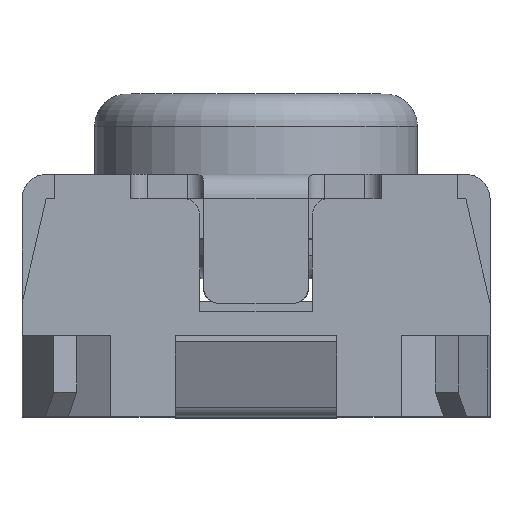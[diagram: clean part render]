
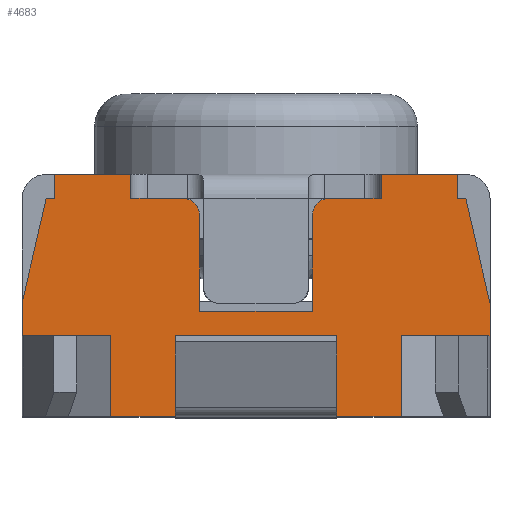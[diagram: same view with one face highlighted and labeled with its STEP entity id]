
A CAD part, top view. The second image highlights one B-rep face of the part: STEP entity #4683.
In plain terms, the highlighted planar face has unit normal (0, 0, 1).
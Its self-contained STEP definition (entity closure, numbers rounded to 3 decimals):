
#95=PLANE('',#4967);
#282=FACE_OUTER_BOUND('',#524,.T.);
#524=EDGE_LOOP('',(#3392,#3393,#3394,#3395,#3396,#3397,#3398,#3399,#3400,
#3401,#3402,#3403,#3404,#3405,#3406,#3407,#3408,#3409,#3410,#3411,#3412,
#3413,#3414,#3415,#3416,#3417,#3418,#3419));
#829=LINE('',#6802,#1404);
#832=LINE('',#6810,#1407);
#870=LINE('',#6931,#1445);
#871=LINE('',#6935,#1446);
#872=LINE('',#6937,#1447);
#873=LINE('',#6939,#1448);
#874=LINE('',#6941,#1449);
#875=LINE('',#6943,#1450);
#876=LINE('',#6945,#1451);
#877=LINE('',#6947,#1452);
#878=LINE('',#6949,#1453);
#879=LINE('',#6951,#1454);
#880=LINE('',#6953,#1455);
#881=LINE('',#6955,#1456);
#882=LINE('',#6957,#1457);
#883=LINE('',#6959,#1458);
#884=LINE('',#6960,#1459);
#885=LINE('',#6962,#1460);
#886=LINE('',#6964,#1461);
#887=LINE('',#6965,#1462);
#888=LINE('',#6967,#1463);
#889=LINE('',#6969,#1464);
#890=LINE('',#6973,#1465);
#891=LINE('',#6975,#1466);
#892=LINE('',#6977,#1467);
#893=LINE('',#6978,#1468);
#1404=VECTOR('',#5432,0.325);
#1407=VECTOR('',#5439,0.05);
#1445=VECTOR('',#5519,0.6);
#1446=VECTOR('',#5522,0.05);
#1447=VECTOR('',#5523,0.667);
#1448=VECTOR('',#5524,0.2);
#1449=VECTOR('',#5525,0.55);
#1450=VECTOR('',#5526,0.5);
#1451=VECTOR('',#5527,0.4);
#1452=VECTOR('',#5528,0.1);
#1453=VECTOR('',#5529,1.);
#1454=VECTOR('',#5530,0.1);
#1455=VECTOR('',#5531,0.4);
#1456=VECTOR('',#5532,0.5);
#1457=VECTOR('',#5533,0.55);
#1458=VECTOR('',#5534,0.2);
#1459=VECTOR('',#5535,0.667);
#1460=VECTOR('',#5536,0.15);
#1461=VECTOR('',#5537,0.475);
#1462=VECTOR('',#5538,0.15);
#1463=VECTOR('',#5539,0.7);
#1464=VECTOR('',#5540,0.6);
#1465=VECTOR('',#5543,0.325);
#1466=VECTOR('',#5544,0.15);
#1467=VECTOR('',#5545,0.475);
#1468=VECTOR('',#5546,0.15);
#1910=CIRCLE('',#4942,0.1);
#1920=CIRCLE('',#4968,0.1);
#2108=VERTEX_POINT('',#6795);
#2109=VERTEX_POINT('',#6797);
#2110=VERTEX_POINT('',#6801);
#2112=VERTEX_POINT('',#6807);
#2113=VERTEX_POINT('',#6809);
#2145=VERTEX_POINT('',#6929);
#2146=VERTEX_POINT('',#6933);
#2147=VERTEX_POINT('',#6934);
#2148=VERTEX_POINT('',#6936);
#2149=VERTEX_POINT('',#6938);
#2150=VERTEX_POINT('',#6940);
#2151=VERTEX_POINT('',#6942);
#2152=VERTEX_POINT('',#6944);
#2153=VERTEX_POINT('',#6946);
#2154=VERTEX_POINT('',#6948);
#2155=VERTEX_POINT('',#6950);
#2156=VERTEX_POINT('',#6952);
#2157=VERTEX_POINT('',#6954);
#2158=VERTEX_POINT('',#6956);
#2159=VERTEX_POINT('',#6958);
#2160=VERTEX_POINT('',#6961);
#2161=VERTEX_POINT('',#6963);
#2162=VERTEX_POINT('',#6966);
#2163=VERTEX_POINT('',#6968);
#2164=VERTEX_POINT('',#6970);
#2165=VERTEX_POINT('',#6972);
#2166=VERTEX_POINT('',#6974);
#2167=VERTEX_POINT('',#6976);
#2579=EDGE_CURVE('',#2108,#2109,#1910,.T.);
#2580=EDGE_CURVE('',#2110,#2108,#829,.T.);
#2584=EDGE_CURVE('',#2113,#2112,#832,.T.);
#2632=EDGE_CURVE('',#2109,#2145,#870,.T.);
#2633=EDGE_CURVE('',#2146,#2147,#871,.T.);
#2634=EDGE_CURVE('',#2147,#2148,#872,.T.);
#2635=EDGE_CURVE('',#2148,#2149,#873,.T.);
#2636=EDGE_CURVE('',#2149,#2150,#874,.T.);
#2637=EDGE_CURVE('',#2151,#2150,#875,.T.);
#2638=EDGE_CURVE('',#2151,#2152,#876,.T.);
#2639=EDGE_CURVE('',#2152,#2153,#877,.T.);
#2640=EDGE_CURVE('',#2154,#2153,#878,.T.);
#2641=EDGE_CURVE('',#2155,#2154,#879,.T.);
#2642=EDGE_CURVE('',#2155,#2156,#880,.T.);
#2643=EDGE_CURVE('',#2156,#2157,#881,.T.);
#2644=EDGE_CURVE('',#2157,#2158,#882,.T.);
#2645=EDGE_CURVE('',#2158,#2159,#883,.T.);
#2646=EDGE_CURVE('',#2159,#2113,#884,.T.);
#2647=EDGE_CURVE('',#2160,#2112,#885,.T.);
#2648=EDGE_CURVE('',#2160,#2161,#886,.T.);
#2649=EDGE_CURVE('',#2161,#2110,#887,.T.);
#2650=EDGE_CURVE('',#2162,#2145,#888,.T.);
#2651=EDGE_CURVE('',#2162,#2163,#889,.T.);
#2652=EDGE_CURVE('',#2163,#2164,#1920,.T.);
#2653=EDGE_CURVE('',#2164,#2165,#890,.T.);
#2654=EDGE_CURVE('',#2166,#2165,#891,.T.);
#2655=EDGE_CURVE('',#2166,#2167,#892,.T.);
#2656=EDGE_CURVE('',#2167,#2146,#893,.T.);
#3392=ORIENTED_EDGE('',*,*,#2633,.T.);
#3393=ORIENTED_EDGE('',*,*,#2634,.T.);
#3394=ORIENTED_EDGE('',*,*,#2635,.T.);
#3395=ORIENTED_EDGE('',*,*,#2636,.T.);
#3396=ORIENTED_EDGE('',*,*,#2637,.F.);
#3397=ORIENTED_EDGE('',*,*,#2638,.T.);
#3398=ORIENTED_EDGE('',*,*,#2639,.T.);
#3399=ORIENTED_EDGE('',*,*,#2640,.F.);
#3400=ORIENTED_EDGE('',*,*,#2641,.F.);
#3401=ORIENTED_EDGE('',*,*,#2642,.T.);
#3402=ORIENTED_EDGE('',*,*,#2643,.T.);
#3403=ORIENTED_EDGE('',*,*,#2644,.T.);
#3404=ORIENTED_EDGE('',*,*,#2645,.T.);
#3405=ORIENTED_EDGE('',*,*,#2646,.T.);
#3406=ORIENTED_EDGE('',*,*,#2584,.T.);
#3407=ORIENTED_EDGE('',*,*,#2647,.F.);
#3408=ORIENTED_EDGE('',*,*,#2648,.T.);
#3409=ORIENTED_EDGE('',*,*,#2649,.T.);
#3410=ORIENTED_EDGE('',*,*,#2580,.T.);
#3411=ORIENTED_EDGE('',*,*,#2579,.T.);
#3412=ORIENTED_EDGE('',*,*,#2632,.T.);
#3413=ORIENTED_EDGE('',*,*,#2650,.F.);
#3414=ORIENTED_EDGE('',*,*,#2651,.T.);
#3415=ORIENTED_EDGE('',*,*,#2652,.T.);
#3416=ORIENTED_EDGE('',*,*,#2653,.T.);
#3417=ORIENTED_EDGE('',*,*,#2654,.F.);
#3418=ORIENTED_EDGE('',*,*,#2655,.T.);
#3419=ORIENTED_EDGE('',*,*,#2656,.T.);
#4683=ADVANCED_FACE('',(#282),#95,.T.);
#4942=AXIS2_PLACEMENT_3D('',#6799,#5428,#5429);
#4967=AXIS2_PLACEMENT_3D('',#6932,#5520,#5521);
#4968=AXIS2_PLACEMENT_3D('',#6971,#5541,#5542);
#5428=DIRECTION('center_axis',(0.,0.,1.));
#5429=DIRECTION('ref_axis',(0.,1.,0.));
#5432=DIRECTION('',(-1.,0.,0.));
#5439=DIRECTION('',(-1.,0.,0.));
#5519=DIRECTION('',(0.,-1.,0.));
#5520=DIRECTION('center_axis',(0.,0.,1.));
#5521=DIRECTION('ref_axis',(1.,0.,0.));
#5522=DIRECTION('',(-1.,0.,0.));
#5523=DIRECTION('',(-0.225,-0.974,0.));
#5524=DIRECTION('',(0.,-1.,0.));
#5525=DIRECTION('',(1.,0.,0.));
#5526=DIRECTION('',(0.,1.,0.));
#5527=DIRECTION('',(1.,0.,0.));
#5528=DIRECTION('',(0.,1.,0.));
#5529=DIRECTION('',(-1.,0.,0.));
#5530=DIRECTION('',(0.,1.,0.));
#5531=DIRECTION('',(1.,0.,0.));
#5532=DIRECTION('',(0.,1.,0.));
#5533=DIRECTION('',(1.,0.,0.));
#5534=DIRECTION('',(0.,1.,0.));
#5535=DIRECTION('',(-0.225,0.974,0.));
#5536=DIRECTION('',(0.,-1.,0.));
#5537=DIRECTION('',(-1.,0.,0.));
#5538=DIRECTION('',(0.,-1.,0.));
#5539=DIRECTION('',(1.,0.,0.));
#5540=DIRECTION('',(0.,1.,0.));
#5541=DIRECTION('center_axis',(0.,0.,1.));
#5542=DIRECTION('ref_axis',(1.,0.,0.));
#5543=DIRECTION('',(-1.,0.,0.));
#5544=DIRECTION('',(0.,-1.,0.));
#5545=DIRECTION('',(-1.,0.,0.));
#5546=DIRECTION('',(0.,-1.,0.));
#6795=CARTESIAN_POINT('',(1.9,1.4,-0.3));
#6797=CARTESIAN_POINT('',(1.8,1.3,-0.3));
#6799=CARTESIAN_POINT('Origin',(1.9,1.3,-0.3));
#6801=CARTESIAN_POINT('',(2.225,1.4,-0.3));
#6802=CARTESIAN_POINT('',(2.225,1.4,-0.3));
#6807=CARTESIAN_POINT('',(2.7,1.4,-0.3));
#6809=CARTESIAN_POINT('',(2.75,1.4,-0.3));
#6810=CARTESIAN_POINT('',(2.75,1.4,-0.3));
#6929=CARTESIAN_POINT('',(1.8,0.7,-0.3));
#6931=CARTESIAN_POINT('',(1.8,1.3,-0.3));
#6932=CARTESIAN_POINT('Origin',(1.45,0.725,-0.3));
#6933=CARTESIAN_POINT('',(0.2,1.4,-0.3));
#6934=CARTESIAN_POINT('',(0.15,1.4,-0.3));
#6935=CARTESIAN_POINT('',(0.2,1.4,-0.3));
#6936=CARTESIAN_POINT('',(0.,0.75,-0.3));
#6937=CARTESIAN_POINT('',(0.15,1.4,-0.3));
#6938=CARTESIAN_POINT('',(0.,0.55,-0.3));
#6939=CARTESIAN_POINT('',(0.,0.75,-0.3));
#6940=CARTESIAN_POINT('',(0.55,0.55,-0.3));
#6941=CARTESIAN_POINT('',(0.,0.55,-0.3));
#6942=CARTESIAN_POINT('',(0.55,0.05,-0.3));
#6943=CARTESIAN_POINT('',(0.55,0.05,-0.3));
#6944=CARTESIAN_POINT('',(0.95,0.05,-0.3));
#6945=CARTESIAN_POINT('',(0.55,0.05,-0.3));
#6946=CARTESIAN_POINT('',(0.95,0.15,-0.3));
#6947=CARTESIAN_POINT('',(0.95,0.05,-0.3));
#6948=CARTESIAN_POINT('',(1.95,0.15,-0.3));
#6949=CARTESIAN_POINT('',(1.95,0.15,-0.3));
#6950=CARTESIAN_POINT('',(1.95,0.05,-0.3));
#6951=CARTESIAN_POINT('',(1.95,0.05,-0.3));
#6952=CARTESIAN_POINT('',(2.35,0.05,-0.3));
#6953=CARTESIAN_POINT('',(1.95,0.05,-0.3));
#6954=CARTESIAN_POINT('',(2.35,0.55,-0.3));
#6955=CARTESIAN_POINT('',(2.35,0.05,-0.3));
#6956=CARTESIAN_POINT('',(2.9,0.55,-0.3));
#6957=CARTESIAN_POINT('',(2.35,0.55,-0.3));
#6958=CARTESIAN_POINT('',(2.9,0.75,-0.3));
#6959=CARTESIAN_POINT('',(2.9,0.55,-0.3));
#6960=CARTESIAN_POINT('',(2.9,0.75,-0.3));
#6961=CARTESIAN_POINT('',(2.7,1.55,-0.3));
#6962=CARTESIAN_POINT('',(2.7,1.55,-0.3));
#6963=CARTESIAN_POINT('',(2.225,1.55,-0.3));
#6964=CARTESIAN_POINT('',(2.7,1.55,-0.3));
#6965=CARTESIAN_POINT('',(2.225,1.55,-0.3));
#6966=CARTESIAN_POINT('',(1.1,0.7,-0.3));
#6967=CARTESIAN_POINT('',(1.1,0.7,-0.3));
#6968=CARTESIAN_POINT('',(1.1,1.3,-0.3));
#6969=CARTESIAN_POINT('',(1.1,0.7,-0.3));
#6970=CARTESIAN_POINT('',(1.,1.4,-0.3));
#6971=CARTESIAN_POINT('Origin',(1.,1.3,-0.3));
#6972=CARTESIAN_POINT('',(0.675,1.4,-0.3));
#6973=CARTESIAN_POINT('',(1.,1.4,-0.3));
#6974=CARTESIAN_POINT('',(0.675,1.55,-0.3));
#6975=CARTESIAN_POINT('',(0.675,1.55,-0.3));
#6976=CARTESIAN_POINT('',(0.2,1.55,-0.3));
#6977=CARTESIAN_POINT('',(0.675,1.55,-0.3));
#6978=CARTESIAN_POINT('',(0.2,1.55,-0.3));
